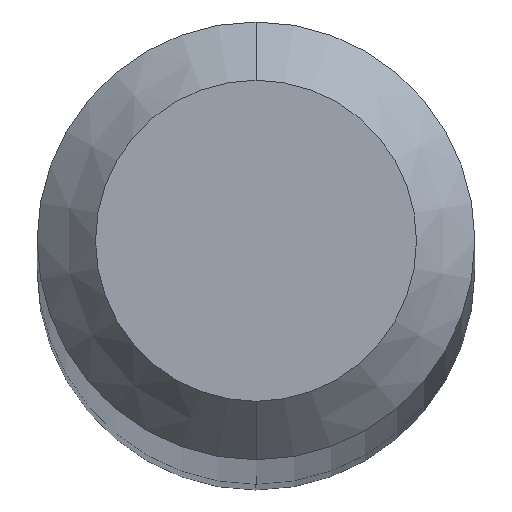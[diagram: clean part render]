
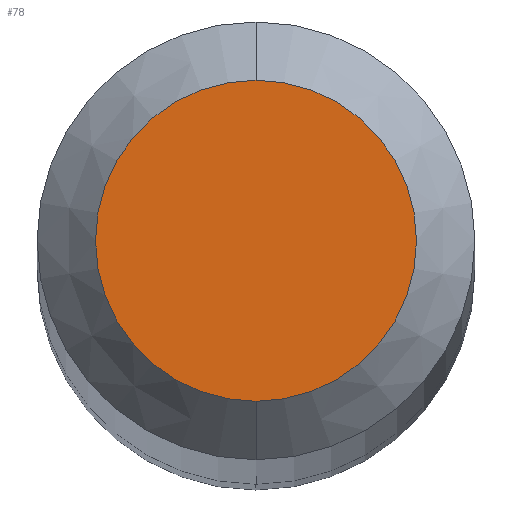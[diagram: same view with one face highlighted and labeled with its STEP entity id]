
A CAD part, top view. The second image highlights one B-rep face of the part: STEP entity #78.
In plain terms, the highlighted planar face has unit normal (0, 0, 1).
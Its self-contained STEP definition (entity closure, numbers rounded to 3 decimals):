
#8 = ORIENTED_EDGE ( 'NONE', *, *, #191, .F. ) ;
#9 = AXIS2_PLACEMENT_3D ( 'NONE', #206, #149, #105 ) ;
#22 = VERTEX_POINT ( 'NONE', #27 ) ;
#27 = CARTESIAN_POINT ( 'NONE',  ( 0., -0.275, 30. ) ) ;
#49 = CARTESIAN_POINT ( 'NONE',  ( 0., 0., 30. ) ) ;
#50 = DIRECTION ( 'NONE',  ( 0., 0., -1. ) ) ;
#63 = DIRECTION ( 'NONE',  ( 0., 0., -1. ) ) ;
#77 = CIRCLE ( 'NONE', #181, 0.275 ) ;
#78 = ADVANCED_FACE ( 'NONE', ( #245 ), #193, .F. ) ;
#88 = AXIS2_PLACEMENT_3D ( 'NONE', #297, #63, #170 ) ;
#105 = DIRECTION ( 'NONE',  ( 0., 1., 0. ) ) ;
#112 = ORIENTED_EDGE ( 'NONE', *, *, #114, .F. ) ;
#114 = EDGE_CURVE ( 'NONE', #248, #22, #77, .T. ) ;
#129 = DIRECTION ( 'NONE',  ( 0., 1., 0. ) ) ;
#149 = DIRECTION ( 'NONE',  ( 0., 0., -1. ) ) ;
#170 = DIRECTION ( 'NONE',  ( 0., 1., 0. ) ) ;
#181 = AXIS2_PLACEMENT_3D ( 'NONE', #49, #50, #129 ) ;
#190 = EDGE_LOOP ( 'NONE', ( #112, #8 ) ) ;
#191 = EDGE_CURVE ( 'NONE', #22, #248, #271, .T. ) ;
#193 = PLANE ( 'NONE',  #88 ) ;
#204 = CARTESIAN_POINT ( 'NONE',  ( 0., 0.275, 30. ) ) ;
#206 = CARTESIAN_POINT ( 'NONE',  ( 0., 0., 30. ) ) ;
#245 = FACE_OUTER_BOUND ( 'NONE', #190, .T. ) ;
#248 = VERTEX_POINT ( 'NONE', #204 ) ;
#271 = CIRCLE ( 'NONE', #9, 0.275 ) ;
#297 = CARTESIAN_POINT ( 'NONE',  ( 0., 0., 30. ) ) ;
